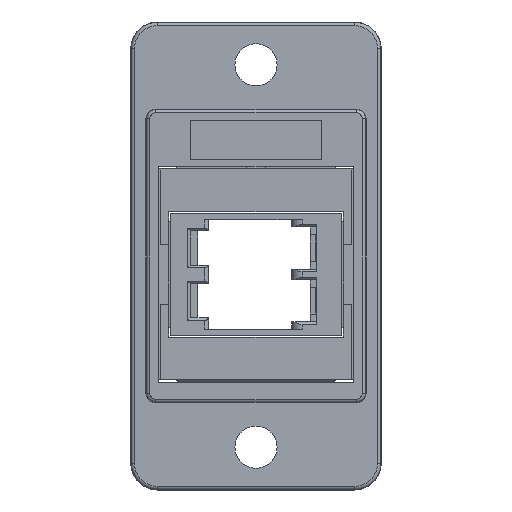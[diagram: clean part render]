
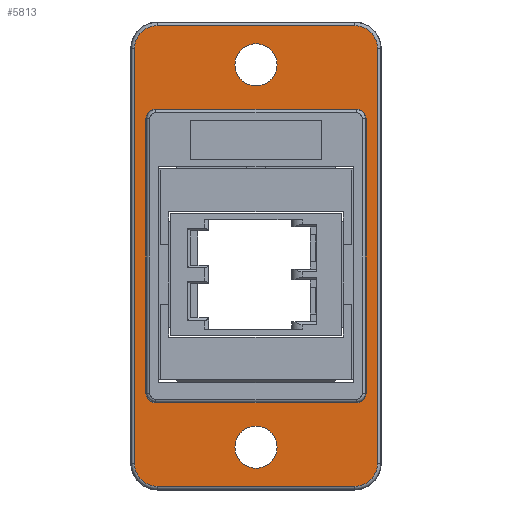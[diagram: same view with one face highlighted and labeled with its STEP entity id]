
A CAD part, front view. The second image highlights one B-rep face of the part: STEP entity #5813.
In plain terms, the highlighted planar face has unit normal (0, -1, 0).
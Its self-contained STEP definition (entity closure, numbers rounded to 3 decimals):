
#66=CIRCLE('',#6120,0.75);
#67=CIRCLE('',#6123,0.75);
#71=CIRCLE('',#6131,1.714);
#75=CIRCLE('',#6137,1.714);
#79=CIRCLE('',#6143,1.714);
#83=CIRCLE('',#6149,1.714);
#86=CIRCLE('',#6157,0.75);
#87=CIRCLE('',#6158,0.75);
#88=CIRCLE('',#6159,1.6);
#89=CIRCLE('',#6160,1.6);
#188=FACE_BOUND('',#574,.T.);
#189=FACE_BOUND('',#575,.T.);
#190=FACE_BOUND('',#576,.T.);
#275=FACE_OUTER_BOUND('',#573,.T.);
#573=EDGE_LOOP('',(#3854,#3855,#3856,#3857,#3858,#3859,#3860,#3861));
#574=EDGE_LOOP('',(#3862,#3863,#3864,#3865,#3866,#3867,#3868,#3869));
#575=EDGE_LOOP('',(#3870));
#576=EDGE_LOOP('',(#3871));
#924=LINE('',#8327,#1610);
#927=LINE('',#8335,#1613);
#937=LINE('',#8361,#1623);
#938=LINE('',#8372,#1624);
#940=LINE('',#8384,#1626);
#942=LINE('',#8396,#1628);
#951=LINE('',#8421,#1637);
#952=LINE('',#8425,#1638);
#1610=VECTOR('',#6633,10.);
#1613=VECTOR('',#6642,10.);
#1623=VECTOR('',#6660,10.);
#1624=VECTOR('',#6673,10.);
#1626=VECTOR('',#6687,10.);
#1628=VECTOR('',#6701,10.);
#1637=VECTOR('',#6730,10.);
#1638=VECTOR('',#6733,10.);
#2298=VERTEX_POINT('',#8319);
#2299=VERTEX_POINT('',#8321);
#2300=VERTEX_POINT('',#8325);
#2301=VERTEX_POINT('',#8329);
#2302=VERTEX_POINT('',#8333);
#2311=VERTEX_POINT('',#8354);
#2314=VERTEX_POINT('',#8359);
#2316=VERTEX_POINT('',#8364);
#2318=VERTEX_POINT('',#8370);
#2320=VERTEX_POINT('',#8376);
#2322=VERTEX_POINT('',#8382);
#2324=VERTEX_POINT('',#8388);
#2326=VERTEX_POINT('',#8394);
#2332=VERTEX_POINT('',#8420);
#2333=VERTEX_POINT('',#8422);
#2334=VERTEX_POINT('',#8424);
#2335=VERTEX_POINT('',#8427);
#2336=VERTEX_POINT('',#8429);
#2872=EDGE_CURVE('',#2298,#2299,#66,.F.);
#2875=EDGE_CURVE('',#2300,#2298,#924,.T.);
#2877=EDGE_CURVE('',#2301,#2300,#67,.F.);
#2879=EDGE_CURVE('',#2302,#2301,#927,.T.);
#2891=EDGE_CURVE('',#2314,#2311,#937,.T.);
#2893=EDGE_CURVE('',#2316,#2314,#71,.T.);
#2896=EDGE_CURVE('',#2318,#2316,#938,.T.);
#2899=EDGE_CURVE('',#2320,#2318,#75,.T.);
#2902=EDGE_CURVE('',#2322,#2320,#940,.T.);
#2905=EDGE_CURVE('',#2324,#2322,#79,.T.);
#2908=EDGE_CURVE('',#2326,#2324,#942,.T.);
#2911=EDGE_CURVE('',#2311,#2326,#83,.T.);
#2921=EDGE_CURVE('',#2299,#2332,#951,.T.);
#2922=EDGE_CURVE('',#2333,#2302,#86,.F.);
#2923=EDGE_CURVE('',#2334,#2333,#952,.T.);
#2924=EDGE_CURVE('',#2332,#2334,#87,.F.);
#2925=EDGE_CURVE('',#2335,#2335,#88,.T.);
#2926=EDGE_CURVE('',#2336,#2336,#89,.T.);
#3854=ORIENTED_EDGE('',*,*,#2891,.F.);
#3855=ORIENTED_EDGE('',*,*,#2893,.F.);
#3856=ORIENTED_EDGE('',*,*,#2896,.F.);
#3857=ORIENTED_EDGE('',*,*,#2899,.F.);
#3858=ORIENTED_EDGE('',*,*,#2902,.F.);
#3859=ORIENTED_EDGE('',*,*,#2905,.F.);
#3860=ORIENTED_EDGE('',*,*,#2908,.F.);
#3861=ORIENTED_EDGE('',*,*,#2911,.F.);
#3862=ORIENTED_EDGE('',*,*,#2921,.F.);
#3863=ORIENTED_EDGE('',*,*,#2872,.F.);
#3864=ORIENTED_EDGE('',*,*,#2875,.F.);
#3865=ORIENTED_EDGE('',*,*,#2877,.F.);
#3866=ORIENTED_EDGE('',*,*,#2879,.F.);
#3867=ORIENTED_EDGE('',*,*,#2922,.F.);
#3868=ORIENTED_EDGE('',*,*,#2923,.F.);
#3869=ORIENTED_EDGE('',*,*,#2924,.F.);
#3870=ORIENTED_EDGE('',*,*,#2925,.T.);
#3871=ORIENTED_EDGE('',*,*,#2926,.T.);
#5257=PLANE('',#6156);
#5813=ADVANCED_FACE('',(#275,#188,#189,#190),#5257,.T.);
#6120=AXIS2_PLACEMENT_3D('',#8322,#6627,#6628);
#6123=AXIS2_PLACEMENT_3D('',#8331,#6637,#6638);
#6131=AXIS2_PLACEMENT_3D('',#8366,#6665,#6666);
#6137=AXIS2_PLACEMENT_3D('',#8378,#6679,#6680);
#6143=AXIS2_PLACEMENT_3D('',#8390,#6693,#6694);
#6149=AXIS2_PLACEMENT_3D('',#8400,#6707,#6708);
#6156=AXIS2_PLACEMENT_3D('',#8419,#6728,#6729);
#6157=AXIS2_PLACEMENT_3D('',#8423,#6731,#6732);
#6158=AXIS2_PLACEMENT_3D('',#8426,#6734,#6735);
#6159=AXIS2_PLACEMENT_3D('',#8428,#6736,#6737);
#6160=AXIS2_PLACEMENT_3D('',#8430,#6738,#6739);
#6627=DIRECTION('center_axis',(0.,1.,0.));
#6628=DIRECTION('ref_axis',(0.707,0.,0.707));
#6633=DIRECTION('',(0.,0.,1.));
#6637=DIRECTION('center_axis',(0.,1.,0.));
#6638=DIRECTION('ref_axis',(0.707,0.,-0.707));
#6642=DIRECTION('',(1.,0.,0.));
#6660=DIRECTION('',(-1.,0.,0.));
#6665=DIRECTION('center_axis',(0.,1.,0.));
#6666=DIRECTION('ref_axis',(0.707,0.,-0.707));
#6673=DIRECTION('',(0.,0.,-1.));
#6679=DIRECTION('center_axis',(0.,1.,0.));
#6680=DIRECTION('ref_axis',(0.707,0.,0.707));
#6687=DIRECTION('',(1.,0.,0.));
#6693=DIRECTION('center_axis',(0.,1.,0.));
#6694=DIRECTION('ref_axis',(-0.707,0.,0.707));
#6701=DIRECTION('',(0.,0.,1.));
#6707=DIRECTION('center_axis',(0.,1.,0.));
#6708=DIRECTION('ref_axis',(-0.707,0.,-0.707));
#6728=DIRECTION('center_axis',(0.,-1.,0.));
#6729=DIRECTION('ref_axis',(0.,0.,-1.));
#6730=DIRECTION('',(-1.,0.,0.));
#6731=DIRECTION('center_axis',(0.,1.,0.));
#6732=DIRECTION('ref_axis',(-0.707,0.,-0.707));
#6733=DIRECTION('',(0.,0.,-1.));
#6734=DIRECTION('center_axis',(0.,1.,0.));
#6735=DIRECTION('ref_axis',(-0.707,0.,0.707));
#6736=DIRECTION('center_axis',(0.,1.,0.));
#6737=DIRECTION('ref_axis',(0.,0.,-1.));
#6738=DIRECTION('center_axis',(0.,1.,0.));
#6739=DIRECTION('ref_axis',(0.,0.,-1.));
#8319=CARTESIAN_POINT('',(8.35,-2.3,11.8));
#8321=CARTESIAN_POINT('',(7.6,-2.3,12.55));
#8322=CARTESIAN_POINT('Origin',(7.6,-2.3,11.8));
#8325=CARTESIAN_POINT('',(8.35,-2.3,-9.));
#8327=CARTESIAN_POINT('',(8.35,-2.3,6.975));
#8329=CARTESIAN_POINT('',(7.6,-2.3,-9.75));
#8331=CARTESIAN_POINT('Origin',(7.6,-2.3,-9.));
#8333=CARTESIAN_POINT('',(-7.6,-2.3,-9.75));
#8335=CARTESIAN_POINT('',(4.175,-2.3,-9.75));
#8354=CARTESIAN_POINT('',(-7.5,-2.3,-16.064));
#8359=CARTESIAN_POINT('',(7.5,-2.3,-16.064));
#8361=CARTESIAN_POINT('',(4.75,-2.3,-16.064));
#8364=CARTESIAN_POINT('',(9.214,-2.3,-14.35));
#8366=CARTESIAN_POINT('Origin',(7.5,-2.3,-14.35));
#8370=CARTESIAN_POINT('',(9.214,-2.3,17.15));
#8372=CARTESIAN_POINT('',(9.214,-2.3,10.275));
#8376=CARTESIAN_POINT('',(7.5,-2.3,18.864));
#8378=CARTESIAN_POINT('Origin',(7.5,-2.3,17.15));
#8382=CARTESIAN_POINT('',(-7.5,-2.3,18.864));
#8384=CARTESIAN_POINT('',(-4.75,-2.3,18.864));
#8388=CARTESIAN_POINT('',(-9.214,-2.3,17.15));
#8390=CARTESIAN_POINT('Origin',(-7.5,-2.3,17.15));
#8394=CARTESIAN_POINT('',(-9.214,-2.3,-14.35));
#8396=CARTESIAN_POINT('',(-9.214,-2.3,-7.475));
#8400=CARTESIAN_POINT('Origin',(-7.5,-2.3,-14.35));
#8419=CARTESIAN_POINT('Origin',(0.,-2.3,
1.4));
#8420=CARTESIAN_POINT('',(-7.6,-2.3,12.55));
#8421=CARTESIAN_POINT('',(-4.175,-2.3,12.55));
#8422=CARTESIAN_POINT('',(-8.35,-2.3,-9.));
#8423=CARTESIAN_POINT('Origin',(-7.6,-2.3,-9.));
#8424=CARTESIAN_POINT('',(-8.35,-2.3,11.8));
#8425=CARTESIAN_POINT('',(-8.35,-2.3,-4.175));
#8426=CARTESIAN_POINT('Origin',(-7.6,-2.3,11.8));
#8427=CARTESIAN_POINT('',(0.,-2.3,17.5));
#8428=CARTESIAN_POINT('Origin',(0.,-2.3,15.9));
#8429=CARTESIAN_POINT('',(0.,-2.3,-11.5));
#8430=CARTESIAN_POINT('Origin',(0.,-2.3,-13.1));
